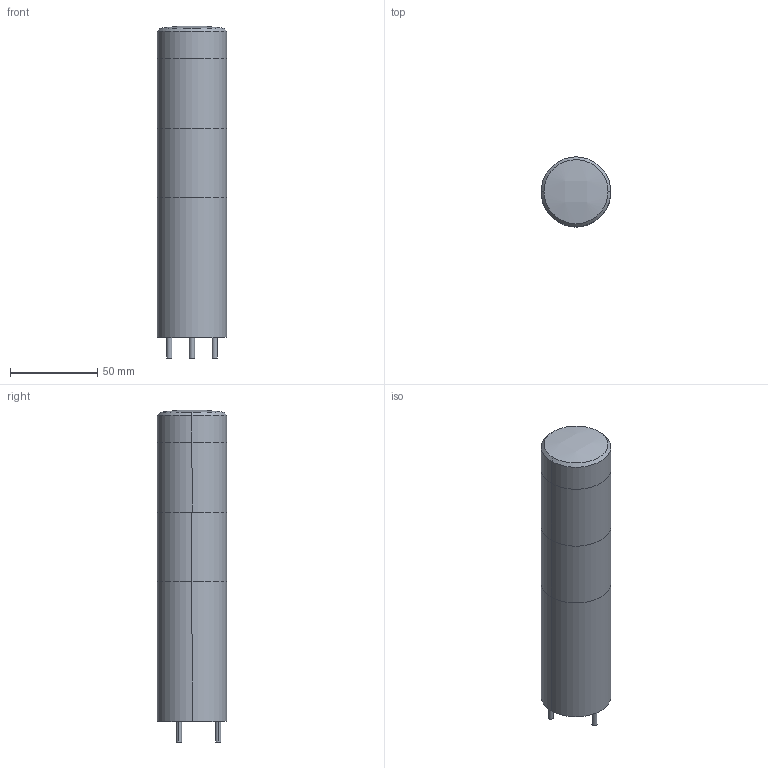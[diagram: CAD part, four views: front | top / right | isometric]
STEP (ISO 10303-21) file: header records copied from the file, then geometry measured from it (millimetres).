
FILE_DESCRIPTION (( 'STEP AP214' ), '1' );
FILE_NAME ('LR4-202WJNW-RG.step', '2018-07-03T11:54:14', ( '' ), ( '' ), 'SwSTEP 2.0', 'SolidWorks 2017', '' );
FILE_SCHEMA (( 'AUTOMOTIVE_DESIGN' ));
Length unit declared in the file: inch
Products named in the file (1): LR4-202WJNW-RG
Bounding box: 40 x 40 x 190.6 mm (x, y, z)
Volume: 223671.2 mm3; surface area: 39726.2 mm2
Topology: 4 solids, 4 shells, 72 faces, 136 edges, 90 vertices
Faces by surface type: cylinder 44, plane 25, cone 2, bspline 1
Entity records: 2919 total; most frequent: DIRECTION 368, CARTESIAN_POINT 362, ORIENTED_EDGE 272, AXIS2_PLACEMENT_3D 161, EDGE_CURVE 136, VERTEX_POINT 90, EDGE_LOOP 90, CIRCLE 89
